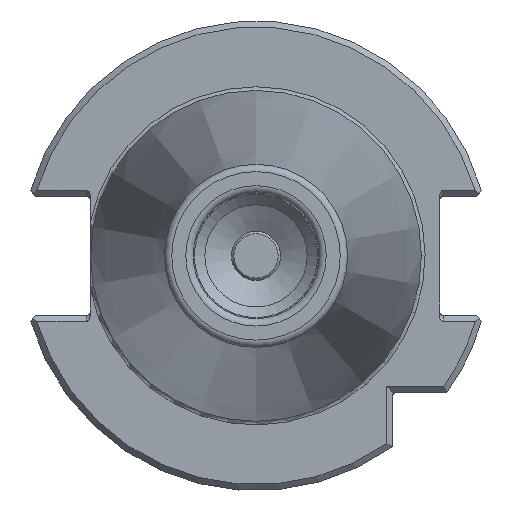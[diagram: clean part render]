
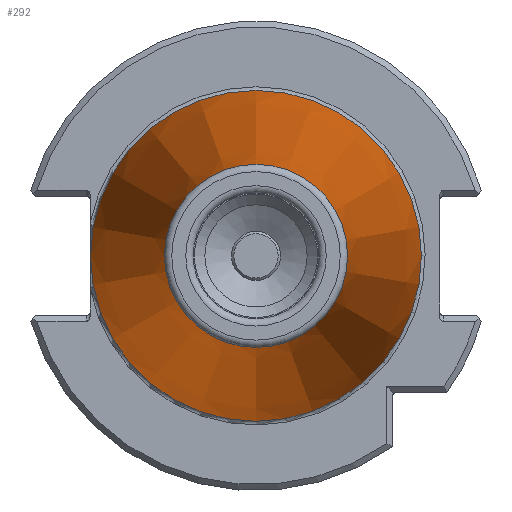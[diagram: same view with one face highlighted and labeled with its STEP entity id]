
A CAD part, left-side view. The second image highlights one B-rep face of the part: STEP entity #292.
In plain terms, the highlighted conical face has half-angle 8.297 degrees and reference radius 22.395 mm.
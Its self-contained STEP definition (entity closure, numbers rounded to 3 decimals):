
#292 = ADVANCED_FACE( '', ( #807, #808 ), #809, .T. );
#807 = FACE_BOUND( '', #1580, .T. );
#808 = FACE_OUTER_BOUND( '', #1581, .T. );
#809 = CONICAL_SURFACE( '', #1582, 22.395, 0.145 );
#1580 = EDGE_LOOP( '', ( #2454 ) );
#1581 = EDGE_LOOP( '', ( #2455 ) );
#1582 = AXIS2_PLACEMENT_3D( '', #2456, #2457, #2458 );
#2454 = ORIENTED_EDGE( '', *, *, #4460, .F. );
#2455 = ORIENTED_EDGE( '', *, *, #4461, .T. );
#2456 = CARTESIAN_POINT( '', ( 1.163, 0., 0. ) );
#2457 = DIRECTION( '', ( 1., 0., 0. ) );
#2458 = DIRECTION( '', ( 0., 0., -1. ) );
#4460 = EDGE_CURVE( '', #5278, #5278, #5279, .T. );
#4461 = EDGE_CURVE( '', #5280, #5280, #5281, .T. );
#5278 = VERTEX_POINT( '', #6468 );
#5279 = CIRCLE( '', #6469, 12.397 );
#5280 = VERTEX_POINT( '', #6470 );
#5281 = CIRCLE( '', #6471, 22.395 );
#6468 = CARTESIAN_POINT( '', ( -67.394, 0., 12.397 ) );
#6469 = AXIS2_PLACEMENT_3D( '', #8414, #8415, #8416 );
#6470 = CARTESIAN_POINT( '', ( 1.163, 0., 22.395 ) );
#6471 = AXIS2_PLACEMENT_3D( '', #8417, #8418, #8419 );
#8414 = CARTESIAN_POINT( '', ( -67.394, 0., 0. ) );
#8415 = DIRECTION( '', ( -1., 0., 0. ) );
#8416 = DIRECTION( '', ( 0., 0., 1. ) );
#8417 = CARTESIAN_POINT( '', ( 1.163, 0., 0. ) );
#8418 = DIRECTION( '', ( -1., 0., 0. ) );
#8419 = DIRECTION( '', ( 0., 0., 1. ) );
